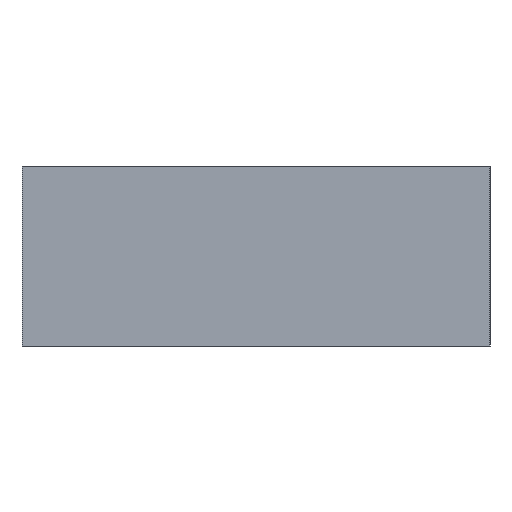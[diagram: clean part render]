
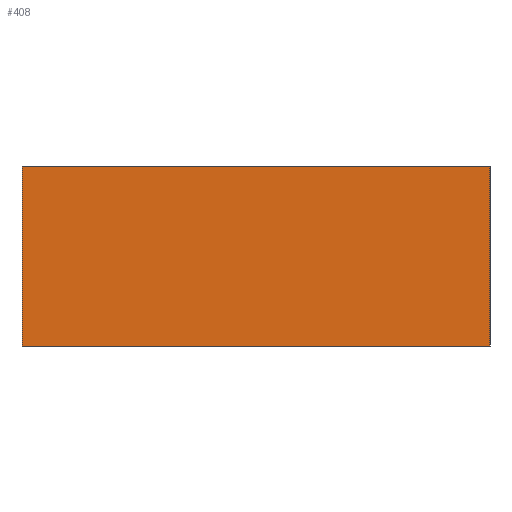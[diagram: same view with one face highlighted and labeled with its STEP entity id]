
A CAD part, front view. The second image highlights one B-rep face of the part: STEP entity #408.
In plain terms, the highlighted planar face has unit normal (0, -1, 0).
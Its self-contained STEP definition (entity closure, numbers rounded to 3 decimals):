
#1 = VECTOR ( 'NONE', #517, 1000. ) ;
#3 = VECTOR ( 'NONE', #560, 1000. ) ;
#23 = EDGE_CURVE ( 'NONE', #524, #539, #607, .T. ) ;
#28 = PLANE ( 'NONE',  #315 ) ;
#30 = ORIENTED_EDGE ( 'NONE', *, *, #64, .F. ) ;
#39 = CARTESIAN_POINT ( 'NONE',  ( -13., -4.5, -10. ) ) ;
#64 = EDGE_CURVE ( 'NONE', #264, #524, #523, .T. ) ;
#102 = CARTESIAN_POINT ( 'NONE',  ( 13., -4.5, 0. ) ) ;
#135 = EDGE_CURVE ( 'NONE', #264, #184, #322, .T. ) ;
#165 = CARTESIAN_POINT ( 'NONE',  ( -13., -4.5, 0. ) ) ;
#184 = VERTEX_POINT ( 'NONE', #477 ) ;
#197 = EDGE_LOOP ( 'NONE', ( #252, #30, #635, #584 ) ) ;
#228 = CARTESIAN_POINT ( 'NONE',  ( 13., -4.5, -10. ) ) ;
#252 = ORIENTED_EDGE ( 'NONE', *, *, #23, .F. ) ;
#264 = VERTEX_POINT ( 'NONE', #39 ) ;
#273 = DIRECTION ( 'NONE',  ( 0., 0., -1. ) ) ;
#315 = AXIS2_PLACEMENT_3D ( 'NONE', #388, #519, #273 ) ;
#322 = LINE ( 'NONE', #610, #1 ) ;
#324 = DIRECTION ( 'NONE',  ( 0., 0., 1. ) ) ;
#333 = CARTESIAN_POINT ( 'NONE',  ( -13., -4.5, -10. ) ) ;
#369 = VECTOR ( 'NONE', #324, 1000. ) ;
#388 = CARTESIAN_POINT ( 'NONE',  ( -13., -4.5, -10. ) ) ;
#408 = ADVANCED_FACE ( 'NONE', ( #622 ), #28, .T. ) ;
#471 = LINE ( 'NONE', #228, #369 ) ;
#473 = DIRECTION ( 'NONE',  ( 0., 0., 1. ) ) ;
#476 = EDGE_CURVE ( 'NONE', #184, #539, #471, .T. ) ;
#477 = CARTESIAN_POINT ( 'NONE',  ( 13., -4.5, -10. ) ) ;
#517 = DIRECTION ( 'NONE',  ( 1., 0., 0. ) ) ;
#519 = DIRECTION ( 'NONE',  ( 0., -1., 0. ) ) ;
#523 = LINE ( 'NONE', #333, #532 ) ;
#524 = VERTEX_POINT ( 'NONE', #579 ) ;
#532 = VECTOR ( 'NONE', #473, 1000. ) ;
#539 = VERTEX_POINT ( 'NONE', #102 ) ;
#560 = DIRECTION ( 'NONE',  ( 1., 0., 0. ) ) ;
#579 = CARTESIAN_POINT ( 'NONE',  ( -13., -4.5, 0. ) ) ;
#584 = ORIENTED_EDGE ( 'NONE', *, *, #476, .T. ) ;
#607 = LINE ( 'NONE', #165, #3 ) ;
#610 = CARTESIAN_POINT ( 'NONE',  ( -13., -4.5, -10. ) ) ;
#622 = FACE_OUTER_BOUND ( 'NONE', #197, .T. ) ;
#635 = ORIENTED_EDGE ( 'NONE', *, *, #135, .T. ) ;
